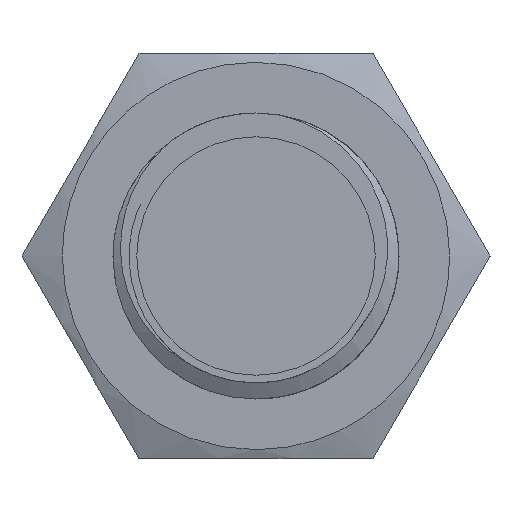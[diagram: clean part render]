
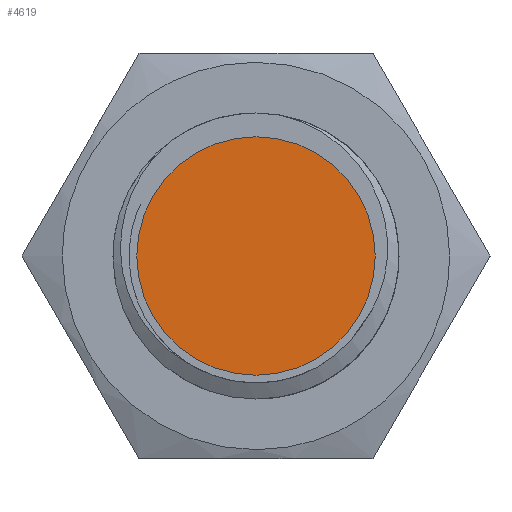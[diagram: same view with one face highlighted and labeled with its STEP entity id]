
A CAD part, left-side view. The second image highlights one B-rep face of the part: STEP entity #4619.
In plain terms, the highlighted planar face has unit normal (-1, 0, 0).
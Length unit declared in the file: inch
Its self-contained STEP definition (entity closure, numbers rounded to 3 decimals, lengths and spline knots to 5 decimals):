
#452 = DIRECTION ( 'NONE',  ( 0., 0., 1. ) ) ;
#1671 = CARTESIAN_POINT ( 'NONE',  ( -0.36357, 0., -4.7941 ) ) ;
#1818 = ORIENTED_EDGE ( 'NONE', *, *, #2645, .F. ) ;
#2409 = AXIS2_PLACEMENT_3D ( 'NONE', #1671, #2666, #12003 ) ;
#2645 = EDGE_CURVE ( 'NONE', #13076, #13471, #14638, .T. ) ;
#2666 = DIRECTION ( 'NONE',  ( -1., 0., 0. ) ) ;
#2742 = CARTESIAN_POINT ( 'NONE',  ( -0.36357, 0., -4.7941 ) ) ;
#4079 = PLANE ( 'NONE',  #2409 ) ;
#4619 = ADVANCED_FACE ( 'NONE', ( #13384 ), #4079, .T. ) ;
#5869 = EDGE_CURVE ( 'NONE', #13471, #13076, #13924, .T. ) ;
#6381 = DIRECTION ( 'NONE',  ( 1., 0., 0. ) ) ;
#7335 = AXIS2_PLACEMENT_3D ( 'NONE', #8495, #6381, #452 ) ;
#8277 = DIRECTION ( 'NONE',  ( 0., 0., 1. ) ) ;
#8324 = AXIS2_PLACEMENT_3D ( 'NONE', #2742, #13229, #8277 ) ;
#8495 = CARTESIAN_POINT ( 'NONE',  ( -0.36357, 0., -4.7941 ) ) ;
#8524 = CARTESIAN_POINT ( 'NONE',  ( -0.36357, 0., -4.59725 ) ) ;
#10040 = ORIENTED_EDGE ( 'NONE', *, *, #5869, .F. ) ;
#11798 = EDGE_LOOP ( 'NONE', ( #10040, #1818 ) ) ;
#12003 = DIRECTION ( 'NONE',  ( 0., 0., 1. ) ) ;
#13076 = VERTEX_POINT ( 'NONE', #14346 ) ;
#13229 = DIRECTION ( 'NONE',  ( 1., 0., 0. ) ) ;
#13384 = FACE_OUTER_BOUND ( 'NONE', #11798, .T. ) ;
#13471 = VERTEX_POINT ( 'NONE', #8524 ) ;
#13924 = CIRCLE ( 'NONE', #8324, 0.19685 ) ;
#14346 = CARTESIAN_POINT ( 'NONE',  ( -0.36357, 0., -4.99095 ) ) ;
#14638 = CIRCLE ( 'NONE', #7335, 0.19685 ) ;
